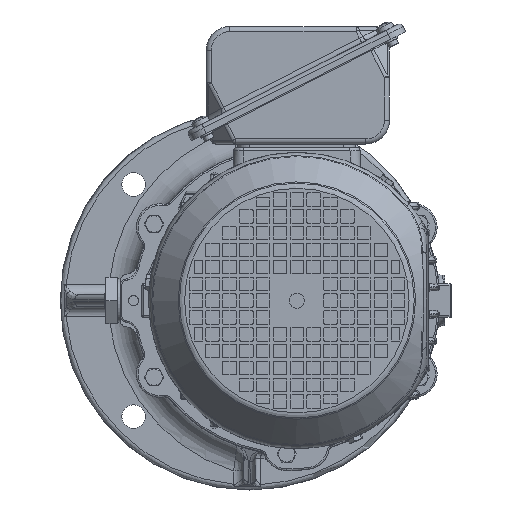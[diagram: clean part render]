
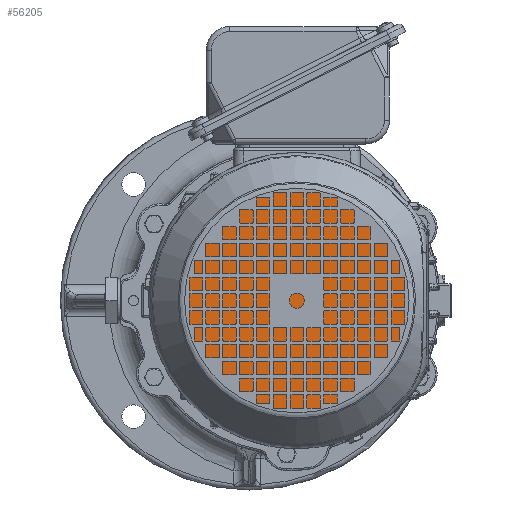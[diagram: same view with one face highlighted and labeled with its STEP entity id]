
A CAD part, left-side view. The second image highlights one B-rep face of the part: STEP entity #56205.
In plain terms, the highlighted planar face has unit normal (-1, 0, 0).
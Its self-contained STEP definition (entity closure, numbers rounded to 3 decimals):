
#15017 = PLANE ( 'NONE',  #96808 ) ;
#27261 = CARTESIAN_POINT ( 'NONE',  ( -181., 66., 0. ) ) ;
#34855 = DIRECTION ( 'NONE',  ( -1., 0., 0. ) ) ;
#35941 = VERTEX_POINT ( 'NONE', #27261 ) ;
#50666 = DIRECTION ( 'NONE',  ( -1., 0., 0. ) ) ;
#56205 = ADVANCED_FACE ( 'NONE', ( #119870 ), #15017, .T. ) ;
#56493 = EDGE_CURVE ( 'NONE', #35941, #35941, #90901, .T. ) ;
#58755 = CARTESIAN_POINT ( 'NONE',  ( -181., -6., 0. ) ) ;
#72717 = DIRECTION ( 'NONE',  ( 0., 1., 0. ) ) ;
#90901 = CIRCLE ( 'NONE', #120588, 72. ) ;
#91110 = EDGE_LOOP ( 'NONE', ( #114376 ) ) ;
#96808 = AXIS2_PLACEMENT_3D ( 'NONE', #98750, #34855, #72717 ) ;
#98750 = CARTESIAN_POINT ( 'NONE',  ( -181., 64.25, 0. ) ) ;
#107727 = DIRECTION ( 'NONE',  ( 0., 1., 0. ) ) ;
#114376 = ORIENTED_EDGE ( 'NONE', *, *, #56493, .T. ) ;
#119870 = FACE_OUTER_BOUND ( 'NONE', #91110, .T. ) ;
#120588 = AXIS2_PLACEMENT_3D ( 'NONE', #58755, #50666, #107727 ) ;
